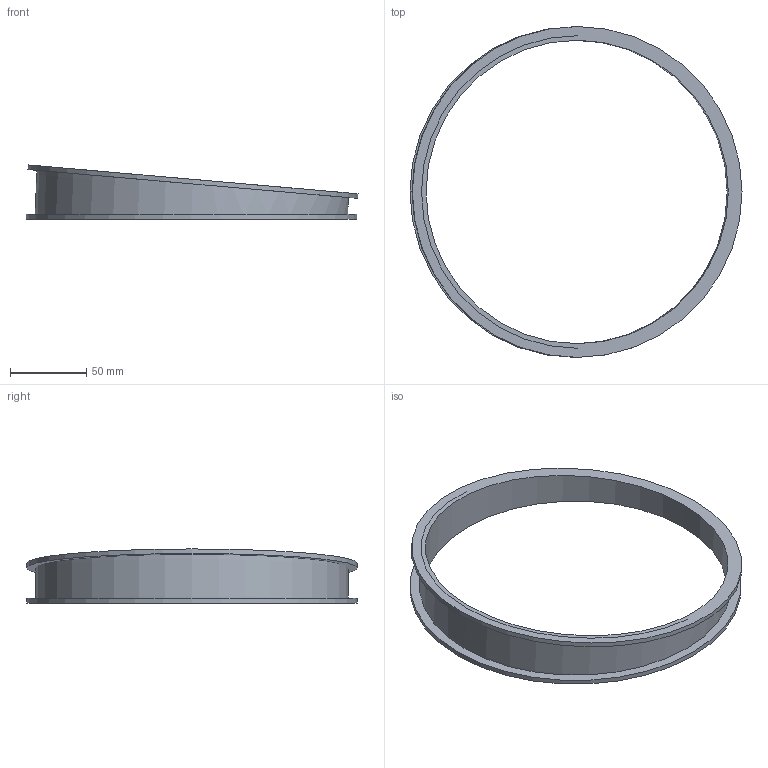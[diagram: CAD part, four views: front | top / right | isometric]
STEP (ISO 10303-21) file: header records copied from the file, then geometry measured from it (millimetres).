
FILE_DESCRIPTION((''),'2;1');
FILE_NAME('4010015015758-Ø200x3, 5°, R=1,5d.stp','2012-02-22T15:38:45',('CNickl'),(''),'Autodesk Inventor 2011','Autodesk Inventor 2011','');
FILE_SCHEMA(('AUTOMOTIVE_DESIGN { 1 0 10303 214 1 1 1 1 }'));
Length unit declared in the file: millimetre
Products named in the file (1): 4010015015753-Ø150x2, 5°, R=1,5d
Bounding box: 217.72 x 217 x 35.47 mm (x, y, z)
Surface area: 56857.4 mm2 (no closed solid volume)
Topology: 0 solids, 1 shells, 10 faces, 24 edges, 16 vertices
Faces by surface type: cylinder 4, plane 4, torus 2
Full cylindrical faces by diameter (mm): 217 x2
Entity records: 446 total; most frequent: CARTESIAN_POINT 201, DIRECTION 46, ORIENTED_EDGE 36, AXIS2_PLACEMENT_3D 23, EDGE_LOOP 20, EDGE_CURVE 18, VERTEX_POINT 14, CIRCLE 12
